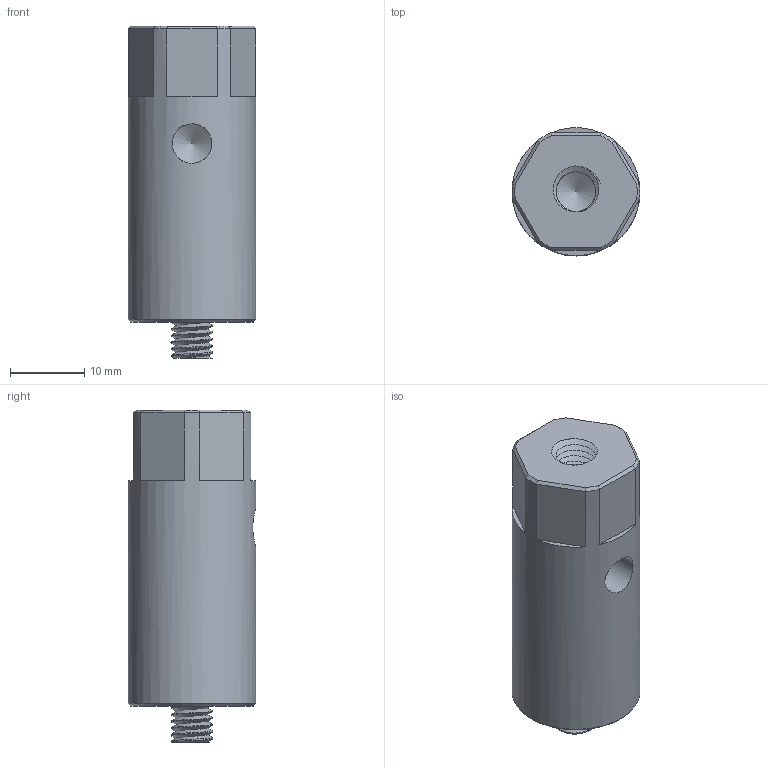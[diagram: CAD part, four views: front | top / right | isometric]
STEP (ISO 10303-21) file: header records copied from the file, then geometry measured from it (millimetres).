
FILE_DESCRIPTION(/* description */ (''),/* implementation_level */ '2;1');
FILE_NAME(/* name */ 'MH134-6C.stp',/* time_stamp */ '2026-02-02T14:01:58-05:00',/* author */ ('cthayer'),/* organization */ ('CONNECTION TECHNOLOGY CENTER'),/* preprocessor_version */ 'ST-DEVELOPER v20',/* originating_system */ 'Autodesk Inventor 2025',/* authorisation */ '');
FILE_SCHEMA (('AUTOMOTIVE_DESIGN { 1 0 10303 214 3 1 1 }'));
Length unit declared in the file: inch
Products named in the file (1): MHP10222
Bounding box: 17.27 x 17.27 x 44.83 mm (x, y, z)
Volume: 8603.9 mm3; surface area: 3422.6 mm2
Topology: 1 solids, 1 shells, 47 faces, 116 edges, 72 vertices
Faces by surface type: plane 22, cylinder 12, cone 9, bspline 4
Full cylindrical faces by diameter (mm): 3.175 x1, 5.359 x1, 5.664 x3, 17.272 x1
Entity records: 4228 total; most frequent: CARTESIAN_POINT 3148, ORIENTED_EDGE 228, DIRECTION 188, EDGE_CURVE 114, VERTEX_POINT 72, AXIS2_PLACEMENT_3D 71, EDGE_LOOP 52, FACE_OUTER_BOUND 47
